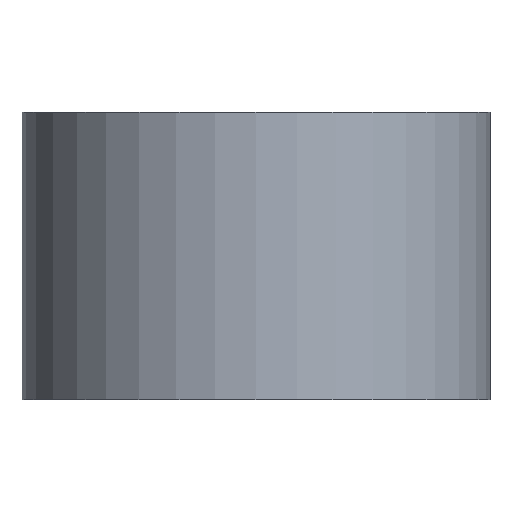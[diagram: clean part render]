
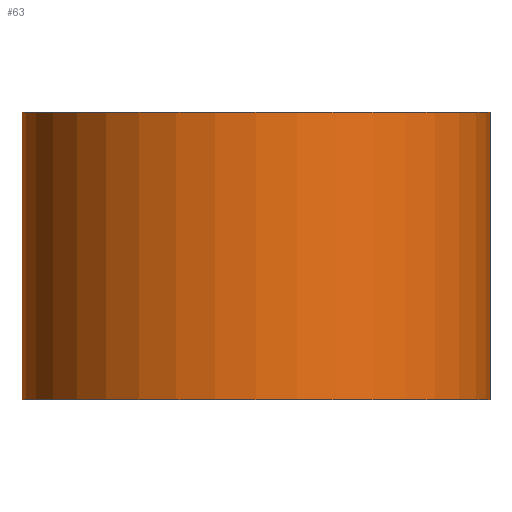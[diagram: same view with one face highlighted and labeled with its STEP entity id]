
A CAD part, front view. The second image highlights one B-rep face of the part: STEP entity #63.
In plain terms, the highlighted cylindrical face has radius 2.85 mm (diameter 5.7 mm), a full revolution.
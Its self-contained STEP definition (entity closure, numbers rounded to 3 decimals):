
#21=FACE_OUTER_BOUND('',#26,.T.);
#26=EDGE_LOOP('',(#53,#54,#55,#56));
#30=LINE('',#120,#32);
#32=VECTOR('',#104,2.85);
#35=CIRCLE('',#83,2.85);
#36=CIRCLE('',#85,2.85);
#39=VERTEX_POINT('',#115);
#40=VERTEX_POINT('',#118);
#44=EDGE_CURVE('',#39,#39,#35,.T.);
#45=EDGE_CURVE('',#40,#40,#36,.T.);
#46=EDGE_CURVE('',#40,#39,#30,.T.);
#53=ORIENTED_EDGE('',*,*,#45,.F.);
#54=ORIENTED_EDGE('',*,*,#46,.T.);
#55=ORIENTED_EDGE('',*,*,#44,.F.);
#56=ORIENTED_EDGE('',*,*,#46,.F.);
#60=CYLINDRICAL_SURFACE('',#84,2.85);
#63=ADVANCED_FACE('',(#21),#60,.T.);
#83=AXIS2_PLACEMENT_3D('',#116,#98,#99);
#84=AXIS2_PLACEMENT_3D('',#117,#100,#101);
#85=AXIS2_PLACEMENT_3D('',#119,#102,#103);
#98=DIRECTION('center_axis',(0.,0.,-1.));
#99=DIRECTION('ref_axis',(1.,0.,0.));
#100=DIRECTION('center_axis',(0.,0.,1.));
#101=DIRECTION('ref_axis',(1.,0.,0.));
#102=DIRECTION('center_axis',(0.,0.,1.));
#103=DIRECTION('ref_axis',(-1.,0.,0.));
#104=DIRECTION('',(0.,0.,-1.));
#115=CARTESIAN_POINT('',(129.65,110.,26.));
#116=CARTESIAN_POINT('Origin',(132.5,110.,26.));
#117=CARTESIAN_POINT('Origin',(132.5,110.,26.));
#118=CARTESIAN_POINT('',(129.65,110.,29.5));
#119=CARTESIAN_POINT('Origin',(132.5,110.,29.5));
#120=CARTESIAN_POINT('',(129.65,110.,26.));
